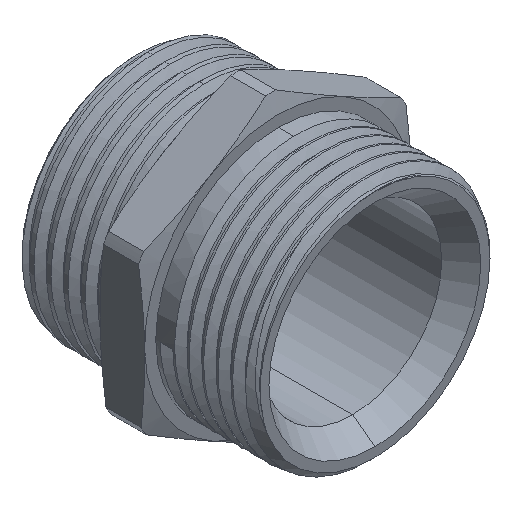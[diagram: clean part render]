
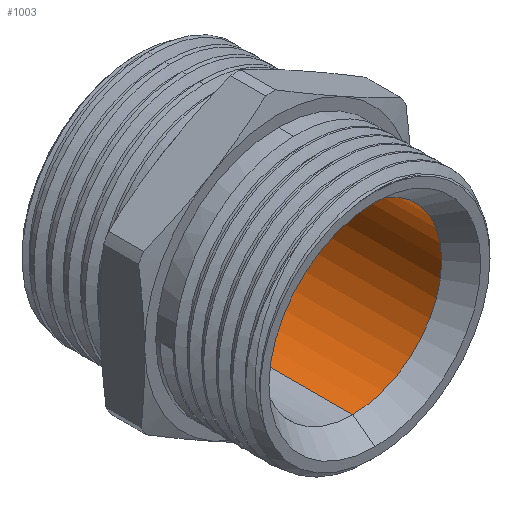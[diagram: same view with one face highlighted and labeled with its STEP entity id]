
A CAD part, isometric view. The second image highlights one B-rep face of the part: STEP entity #1003.
In plain terms, the highlighted cylindrical face has radius 12 mm (diameter 24 mm), a partial arc.
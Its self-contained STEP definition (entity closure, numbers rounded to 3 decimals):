
#13 = ORIENTED_EDGE ( 'NONE', *, *, #3010, .T. ) ;
#80 = VERTEX_POINT ( 'NONE', #1362 ) ;
#311 = ORIENTED_EDGE ( 'NONE', *, *, #4247, .T. ) ;
#404 = CIRCLE ( 'NONE', #4550, 12. ) ;
#465 = CARTESIAN_POINT ( 'NONE',  ( 0., -9., -12. ) ) ;
#488 = VERTEX_POINT ( 'NONE', #3583 ) ;
#550 = CYLINDRICAL_SURFACE ( 'NONE', #3675, 12. ) ;
#829 = LINE ( 'NONE', #4786, #1722 ) ;
#853 = DIRECTION ( 'NONE',  ( 0., 1., 0. ) ) ;
#1003 = ADVANCED_FACE ( 'NONE', ( #1571 ), #550, .F. ) ;
#1019 = DIRECTION ( 'NONE',  ( 0., 1., 0. ) ) ;
#1053 = DIRECTION ( 'NONE',  ( 0., 1., 0. ) ) ;
#1096 = VERTEX_POINT ( 'NONE', #2047 ) ;
#1357 = ORIENTED_EDGE ( 'NONE', *, *, #3647, .F. ) ;
#1362 = CARTESIAN_POINT ( 'NONE',  ( 0., 3., 12. ) ) ;
#1475 = DIRECTION ( 'NONE',  ( 0., -1., 0. ) ) ;
#1571 = FACE_OUTER_BOUND ( 'NONE', #4821, .T. ) ;
#1672 = CARTESIAN_POINT ( 'NONE',  ( 0., 29., -12. ) ) ;
#1722 = VECTOR ( 'NONE', #3365, 1000. ) ;
#1832 = DIRECTION ( 'NONE',  ( 0., 0., 1. ) ) ;
#2047 = CARTESIAN_POINT ( 'NONE',  ( 0., 29., 12. ) ) ;
#2137 = AXIS2_PLACEMENT_3D ( 'NONE', #3280, #1019, #3649 ) ;
#2572 = CARTESIAN_POINT ( 'NONE',  ( 0., -9., 0. ) ) ;
#3010 = EDGE_CURVE ( 'NONE', #1096, #3784, #3196, .T. ) ;
#3011 = VECTOR ( 'NONE', #853, 1000. ) ;
#3196 = CIRCLE ( 'NONE', #2137, 12. ) ;
#3280 = CARTESIAN_POINT ( 'NONE',  ( 0., 29., 0. ) ) ;
#3365 = DIRECTION ( 'NONE',  ( 0., 1., 0. ) ) ;
#3583 = CARTESIAN_POINT ( 'NONE',  ( 0., 3., -12. ) ) ;
#3618 = ORIENTED_EDGE ( 'NONE', *, *, #4784, .T. ) ;
#3647 = EDGE_CURVE ( 'NONE', #488, #3784, #4020, .T. ) ;
#3649 = DIRECTION ( 'NONE',  ( 0., 0., 1. ) ) ;
#3675 = AXIS2_PLACEMENT_3D ( 'NONE', #2572, #1053, #1832 ) ;
#3698 = CARTESIAN_POINT ( 'NONE',  ( 0., 3., 0. ) ) ;
#3784 = VERTEX_POINT ( 'NONE', #1672 ) ;
#4020 = LINE ( 'NONE', #465, #3011 ) ;
#4091 = DIRECTION ( 'NONE',  ( 0., 0., 1. ) ) ;
#4247 = EDGE_CURVE ( 'NONE', #80, #1096, #829, .T. ) ;
#4550 = AXIS2_PLACEMENT_3D ( 'NONE', #3698, #1475, #4091 ) ;
#4784 = EDGE_CURVE ( 'NONE', #488, #80, #404, .T. ) ;
#4786 = CARTESIAN_POINT ( 'NONE',  ( 0., -9., 12. ) ) ;
#4821 = EDGE_LOOP ( 'NONE', ( #1357, #3618, #311, #13 ) ) ;
